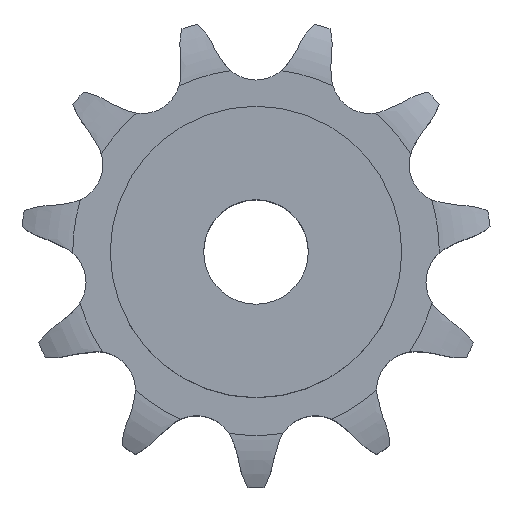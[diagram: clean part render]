
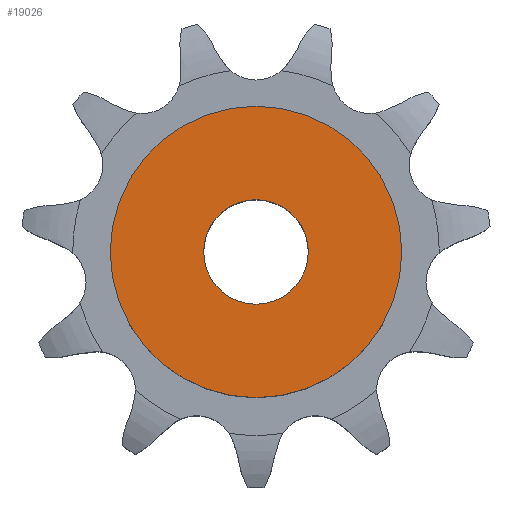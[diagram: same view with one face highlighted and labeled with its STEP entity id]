
A CAD part, top view. The second image highlights one B-rep face of the part: STEP entity #19026.
In plain terms, the highlighted planar face has unit normal (0, 0, 1).
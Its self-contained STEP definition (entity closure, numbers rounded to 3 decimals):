
#10279 = CYLINDRICAL_SURFACE('',#10280,7.);
#10280 = AXIS2_PLACEMENT_3D('',#10281,#10282,#10283);
#10281 = CARTESIAN_POINT('',(0.,0.,110.999));
#10282 = DIRECTION('',(0.,0.,1.));
#10283 = DIRECTION('',(1.,0.,0.));
#13064 = EDGE_CURVE('',#13065,#13065,#13067,.T.);
#13065 = VERTEX_POINT('',#13066);
#13066 = CARTESIAN_POINT('',(7.,0.,40.));
#13067 = SURFACE_CURVE('',#13068,(#13073,#13080),.PCURVE_S1.);
#13068 = CIRCLE('',#13069,7.);
#13069 = AXIS2_PLACEMENT_3D('',#13070,#13071,#13072);
#13070 = CARTESIAN_POINT('',(0.,0.,40.));
#13071 = DIRECTION('',(0.,0.,1.));
#13072 = DIRECTION('',(1.,0.,0.));
#13073 = PCURVE('',#10279,#13074);
#13074 = DEFINITIONAL_REPRESENTATION('',(#13075),#13079);
#13075 = LINE('',#13076,#13077);
#13076 = CARTESIAN_POINT('',(0.,-70.999));
#13077 = VECTOR('',#13078,1.);
#13078 = DIRECTION('',(1.,0.));
#13079 = ( GEOMETRIC_REPRESENTATION_CONTEXT(2) 
PARAMETRIC_REPRESENTATION_CONTEXT() REPRESENTATION_CONTEXT('2D SPACE',''
  ) );
#13080 = PCURVE('',#13081,#13086);
#13081 = PLANE('',#13082);
#13082 = AXIS2_PLACEMENT_3D('',#13083,#13084,#13085);
#13083 = CARTESIAN_POINT('',(0.,0.,40.)
  );
#13084 = DIRECTION('',(0.,0.,1.));
#13085 = DIRECTION('',(1.,0.,0.));
#13086 = DEFINITIONAL_REPRESENTATION('',(#13087),#13091);
#13087 = CIRCLE('',#13088,7.);
#13088 = AXIS2_PLACEMENT_2D('',#13089,#13090);
#13089 = CARTESIAN_POINT('',(0.,0.));
#13090 = DIRECTION('',(1.,0.));
#13091 = ( GEOMETRIC_REPRESENTATION_CONTEXT(2) 
PARAMETRIC_REPRESENTATION_CONTEXT() REPRESENTATION_CONTEXT('2D SPACE',''
  ) );
#19026 = ADVANCED_FACE('',(#19027,#19058),#13081,.T.);
#19027 = FACE_BOUND('',#19028,.T.);
#19028 = EDGE_LOOP('',(#19029));
#19029 = ORIENTED_EDGE('',*,*,#19030,.T.);
#19030 = EDGE_CURVE('',#19031,#19031,#19033,.T.);
#19031 = VERTEX_POINT('',#19032);
#19032 = CARTESIAN_POINT('',(19.5,0.,40.));
#19033 = SURFACE_CURVE('',#19034,(#19039,#19046),.PCURVE_S1.);
#19034 = CIRCLE('',#19035,19.5);
#19035 = AXIS2_PLACEMENT_3D('',#19036,#19037,#19038);
#19036 = CARTESIAN_POINT('',(0.,0.,40.));
#19037 = DIRECTION('',(0.,0.,1.));
#19038 = DIRECTION('',(1.,0.,0.));
#19039 = PCURVE('',#13081,#19040);
#19040 = DEFINITIONAL_REPRESENTATION('',(#19041),#19045);
#19041 = CIRCLE('',#19042,19.5);
#19042 = AXIS2_PLACEMENT_2D('',#19043,#19044);
#19043 = CARTESIAN_POINT('',(0.,0.));
#19044 = DIRECTION('',(1.,0.));
#19045 = ( GEOMETRIC_REPRESENTATION_CONTEXT(2) 
PARAMETRIC_REPRESENTATION_CONTEXT() REPRESENTATION_CONTEXT('2D SPACE',''
  ) );
#19046 = PCURVE('',#19047,#19052);
#19047 = CYLINDRICAL_SURFACE('',#19048,19.5);
#19048 = AXIS2_PLACEMENT_3D('',#19049,#19050,#19051);
#19049 = CARTESIAN_POINT('',(0.,0.,0.));
#19050 = DIRECTION('',(-0.,-0.,-1.));
#19051 = DIRECTION('',(1.,0.,0.));
#19052 = DEFINITIONAL_REPRESENTATION('',(#19053),#19057);
#19053 = LINE('',#19054,#19055);
#19054 = CARTESIAN_POINT('',(-0.,-40.));
#19055 = VECTOR('',#19056,1.);
#19056 = DIRECTION('',(-1.,0.));
#19057 = ( GEOMETRIC_REPRESENTATION_CONTEXT(2) 
PARAMETRIC_REPRESENTATION_CONTEXT() REPRESENTATION_CONTEXT('2D SPACE',''
  ) );
#19058 = FACE_BOUND('',#19059,.T.);
#19059 = EDGE_LOOP('',(#19060));
#19060 = ORIENTED_EDGE('',*,*,#13064,.F.);
